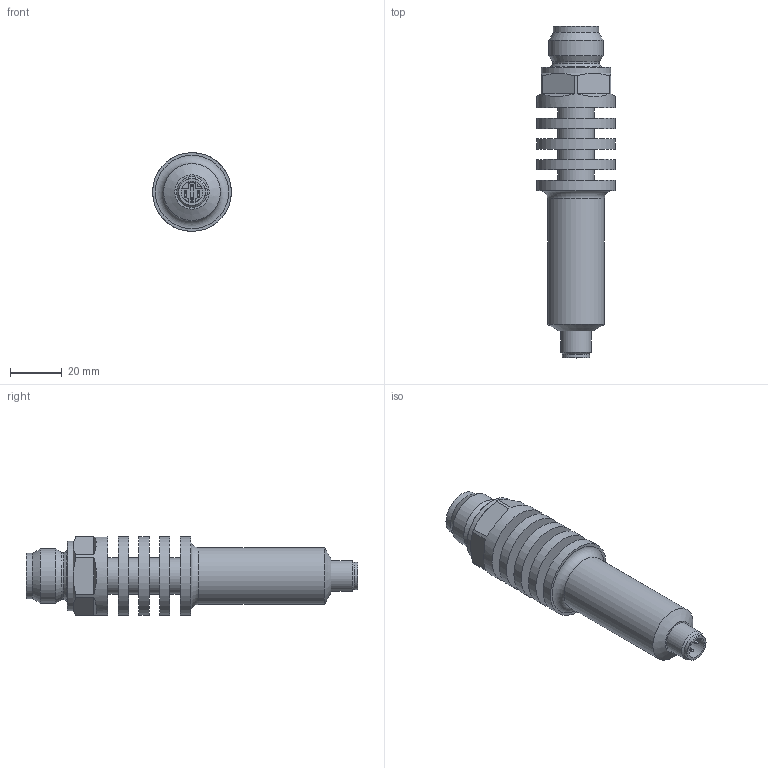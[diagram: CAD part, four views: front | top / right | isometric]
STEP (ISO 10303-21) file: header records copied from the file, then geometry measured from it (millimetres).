
FILE_DESCRIPTION( ( 'Unknown' ), '1' );
FILE_NAME( 'PBMx_xxxxxxxx1471xxx.stp', 'Unknown', ( 'Unknown' ), ( 'Unknown' ), 'PSStep 15.0.49', 'Unknown', ' ' );
FILE_SCHEMA( ( 'AUTOMOTIVE_DESIGN { 1 0 10303 214 1 1 1 1 }' ) );
Length unit declared in the file: millimetre
Products named in the file (1): 142551
Bounding box: 30.5 x 128.55 x 30.5 mm (x, y, z)
Volume: 50142.8 mm3; surface area: 15832 mm2
Topology: 1 solids, 4 shells, 181 faces, 442 edges, 286 vertices
Faces by surface type: plane 107, cylinder 50, cone 16, torus 8
Full cylindrical faces by diameter (mm): 0.4 x1, 0.8 x1, 8.3 x1, 9.4 x1, 9.45 x1, 9.5 x1, 10.5 x1, 12 x1, 14 x4, 17.5 x1, 20.955 x1, 21.3 x1, 22 x1, 25.2 x1, 26.9 x1, 30.5 x5
Entity records: 6577 total; most frequent: CARTESIAN_POINT 967, DIRECTION 885, ORIENTED_EDGE 784, EDGE_CURVE 392, AXIS2_PLACEMENT_3D 326, VERTEX_POINT 278, EDGE_LOOP 242, LINE 233
